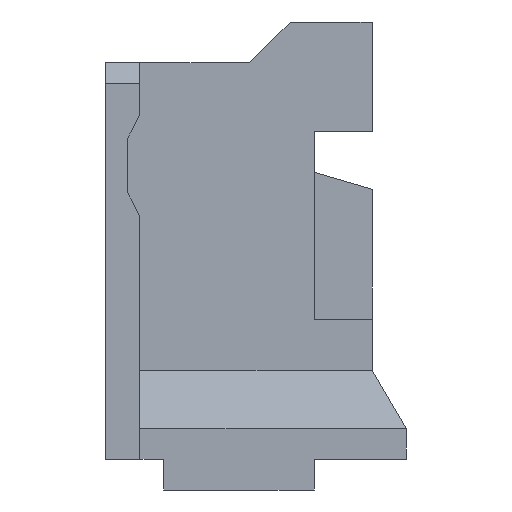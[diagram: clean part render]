
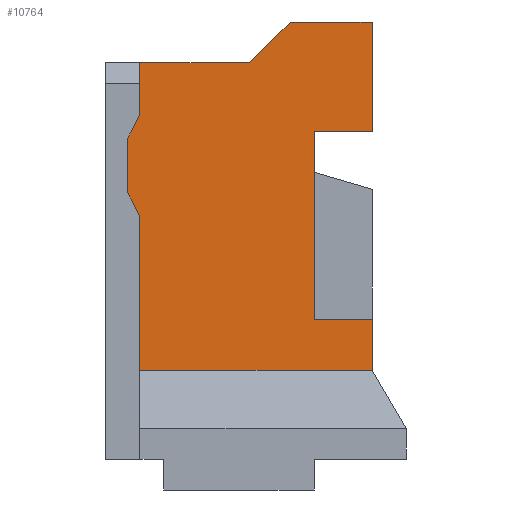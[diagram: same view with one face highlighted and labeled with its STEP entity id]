
A CAD part, left-side view. The second image highlights one B-rep face of the part: STEP entity #10764.
In plain terms, the highlighted planar face has unit normal (-1, 0, 0).
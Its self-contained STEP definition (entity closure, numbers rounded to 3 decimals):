
#80 = DIRECTION ( 'NONE',  ( 0., -0.447, 0.894 ) ) ;
#156 = CARTESIAN_POINT ( 'NONE',  ( -1.25, -1.1, 0.6 ) ) ;
#287 = VECTOR ( 'NONE', #9075, 1000. ) ;
#295 = ORIENTED_EDGE ( 'NONE', *, *, #7307, .F. ) ;
#507 = ORIENTED_EDGE ( 'NONE', *, *, #10007, .F. ) ;
#542 = EDGE_CURVE ( 'NONE', #10508, #9275, #10047, .T. ) ;
#684 = CARTESIAN_POINT ( 'NONE',  ( -1.25, -2.3, -3.75 ) ) ;
#753 = CARTESIAN_POINT ( 'NONE',  ( -1.25, -2.3, -1. ) ) ;
#780 = CARTESIAN_POINT ( 'NONE',  ( -1.25, -1.45, -3.75 ) ) ;
#815 = LINE ( 'NONE', #2236, #5398 ) ;
#866 = DIRECTION ( 'NONE',  ( 0., 0.447, 0.894 ) ) ;
#1020 = LINE ( 'NONE', #7330, #2296 ) ;
#1048 = EDGE_CURVE ( 'NONE', #3886, #3901, #5336, .T. ) ;
#1096 = VECTOR ( 'NONE', #6263, 1000. ) ;
#1237 = PLANE ( 'NONE',  #3950 ) ;
#1320 = CARTESIAN_POINT ( 'NONE',  ( -1.25, -2.3, -1. ) ) ;
#1468 = CARTESIAN_POINT ( 'NONE',  ( -1.25, -0.5, 0. ) ) ;
#1484 = EDGE_CURVE ( 'NONE', #9275, #1745, #7301, .T. ) ;
#1510 = CARTESIAN_POINT ( 'NONE',  ( -1.25, 1.1, -0.75 ) ) ;
#1641 = VECTOR ( 'NONE', #866, 1000. ) ;
#1745 = VERTEX_POINT ( 'NONE', #780 ) ;
#1884 = DIRECTION ( 'NONE',  ( 0., 0., -1. ) ) ;
#1941 = VECTOR ( 'NONE', #7186, 1000. ) ;
#2084 = LINE ( 'NONE', #3291, #4639 ) ;
#2184 = CARTESIAN_POINT ( 'NONE',  ( -1.25, 1.1, 0. ) ) ;
#2199 = CARTESIAN_POINT ( 'NONE',  ( -1.25, 0., 0. ) ) ;
#2235 = DIRECTION ( 'NONE',  ( 0., 1., 0. ) ) ;
#2236 = CARTESIAN_POINT ( 'NONE',  ( -1.25, 1.275, -2.25 ) ) ;
#2293 = VERTEX_POINT ( 'NONE', #3589 ) ;
#2296 = VECTOR ( 'NONE', #1884, 1000. ) ;
#2415 = DIRECTION ( 'NONE',  ( 0., -0.707, 0.707 ) ) ;
#2629 = ORIENTED_EDGE ( 'NONE', *, *, #10832, .F. ) ;
#2685 = VERTEX_POINT ( 'NONE', #6050 ) ;
#2720 = CARTESIAN_POINT ( 'NONE',  ( -1.25, 1.1, -2.25 ) ) ;
#2857 = VERTEX_POINT ( 'NONE', #1510 ) ;
#2905 = VECTOR ( 'NONE', #7581, 1000. ) ;
#3110 = DIRECTION ( 'NONE',  ( 1., 0., 0. ) ) ;
#3116 = VECTOR ( 'NONE', #80, 1000. ) ;
#3178 = CARTESIAN_POINT ( 'NONE',  ( -1.25, -3., -4.5 ) ) ;
#3188 = CARTESIAN_POINT ( 'NONE',  ( -1.25, -2.3, -4.5 ) ) ;
#3276 = VECTOR ( 'NONE', #2235, 1000. ) ;
#3291 = CARTESIAN_POINT ( 'NONE',  ( -1.25, 1.1, -5.8 ) ) ;
#3350 = DIRECTION ( 'NONE',  ( 0., 0., -1. ) ) ;
#3354 = VERTEX_POINT ( 'NONE', #11718 ) ;
#3441 = EDGE_CURVE ( 'NONE', #10539, #10508, #1020, .T. ) ;
#3589 = CARTESIAN_POINT ( 'NONE',  ( -1.25, 1.1, 0. ) ) ;
#3691 = VECTOR ( 'NONE', #10335, 1000. ) ;
#3886 = VERTEX_POINT ( 'NONE', #3188 ) ;
#3901 = VERTEX_POINT ( 'NONE', #11408 ) ;
#3950 = AXIS2_PLACEMENT_3D ( 'NONE', #2199, #3110, #4039 ) ;
#3984 = LINE ( 'NONE', #6491, #3116 ) ;
#4039 = DIRECTION ( 'NONE',  ( 0., 0., -1. ) ) ;
#4212 = LINE ( 'NONE', #10407, #11503 ) ;
#4323 = EDGE_CURVE ( 'NONE', #2293, #4500, #7988, .T. ) ;
#4500 = VERTEX_POINT ( 'NONE', #10613 ) ;
#4575 = CARTESIAN_POINT ( 'NONE',  ( -1.25, -1.45, -1. ) ) ;
#4605 = CARTESIAN_POINT ( 'NONE',  ( -1.25, -2.3, -1.85 ) ) ;
#4639 = VECTOR ( 'NONE', #11316, 1000. ) ;
#4752 = VECTOR ( 'NONE', #3350, 1000. ) ;
#4759 = ORIENTED_EDGE ( 'NONE', *, *, #1048, .F. ) ;
#4978 = ORIENTED_EDGE ( 'NONE', *, *, #542, .F. ) ;
#5019 = VERTEX_POINT ( 'NONE', #156 ) ;
#5151 = CARTESIAN_POINT ( 'NONE',  ( -1.25, -1.45, -1. ) ) ;
#5336 = LINE ( 'NONE', #3178, #2905 ) ;
#5398 = VECTOR ( 'NONE', #9625, 1000. ) ;
#5536 = FACE_OUTER_BOUND ( 'NONE', #8156, .T. ) ;
#6050 = CARTESIAN_POINT ( 'NONE',  ( -1.25, 1.275, -1.1 ) ) ;
#6263 = DIRECTION ( 'NONE',  ( 0., -1., 0. ) ) ;
#6304 = ORIENTED_EDGE ( 'NONE', *, *, #6432, .F. ) ;
#6432 = EDGE_CURVE ( 'NONE', #1745, #8297, #8251, .T. ) ;
#6491 = CARTESIAN_POINT ( 'NONE',  ( -1.25, 1.1, -0.75 ) ) ;
#6581 = EDGE_CURVE ( 'NONE', #9105, #3354, #8802, .T. ) ;
#7036 = LINE ( 'NONE', #1468, #11620 ) ;
#7112 = ORIENTED_EDGE ( 'NONE', *, *, #1484, .F. ) ;
#7186 = DIRECTION ( 'NONE',  ( 0., -1., 0. ) ) ;
#7301 = LINE ( 'NONE', #5151, #4752 ) ;
#7307 = EDGE_CURVE ( 'NONE', #2857, #2293, #4212, .T. ) ;
#7330 = CARTESIAN_POINT ( 'NONE',  ( -1.25, -2.3, 0.6 ) ) ;
#7446 = EDGE_CURVE ( 'NONE', #3901, #9105, #2084, .T. ) ;
#7581 = DIRECTION ( 'NONE',  ( 0., 1., 0. ) ) ;
#7822 = ORIENTED_EDGE ( 'NONE', *, *, #11641, .F. ) ;
#7891 = ORIENTED_EDGE ( 'NONE', *, *, #8142, .F. ) ;
#7988 = LINE ( 'NONE', #2184, #3691 ) ;
#8142 = EDGE_CURVE ( 'NONE', #4500, #5019, #7036, .T. ) ;
#8156 = EDGE_LOOP ( 'NONE', ( #295, #11736, #2629, #11229, #8419, #4759, #507, #6304, #7112, #4978, #10370, #7822, #7891, #9312 ) ) ;
#8251 = LINE ( 'NONE', #11786, #1941 ) ;
#8297 = VERTEX_POINT ( 'NONE', #684 ) ;
#8419 = ORIENTED_EDGE ( 'NONE', *, *, #7446, .F. ) ;
#8453 = DIRECTION ( 'NONE',  ( 0., 0., 1. ) ) ;
#8802 = LINE ( 'NONE', #10925, #1641 ) ;
#8957 = CARTESIAN_POINT ( 'NONE',  ( -1.25, -1.1, 0.6 ) ) ;
#9004 = LINE ( 'NONE', #4605, #287 ) ;
#9075 = DIRECTION ( 'NONE',  ( 0., 0., -1. ) ) ;
#9105 = VERTEX_POINT ( 'NONE', #2720 ) ;
#9275 = VERTEX_POINT ( 'NONE', #4575 ) ;
#9312 = ORIENTED_EDGE ( 'NONE', *, *, #4323, .F. ) ;
#9625 = DIRECTION ( 'NONE',  ( 0., 0., 1. ) ) ;
#10007 = EDGE_CURVE ( 'NONE', #8297, #3886, #9004, .T. ) ;
#10047 = LINE ( 'NONE', #1320, #3276 ) ;
#10335 = DIRECTION ( 'NONE',  ( 0., -1., 0. ) ) ;
#10370 = ORIENTED_EDGE ( 'NONE', *, *, #3441, .F. ) ;
#10400 = LINE ( 'NONE', #8957, #1096 ) ;
#10407 = CARTESIAN_POINT ( 'NONE',  ( -1.25, 1.1, -5.8 ) ) ;
#10508 = VERTEX_POINT ( 'NONE', #753 ) ;
#10539 = VERTEX_POINT ( 'NONE', #11099 ) ;
#10584 = EDGE_CURVE ( 'NONE', #2685, #2857, #3984, .T. ) ;
#10613 = CARTESIAN_POINT ( 'NONE',  ( -1.25, -0.5, 0. ) ) ;
#10764 = ADVANCED_FACE ( 'NONE', ( #5536 ), #1237, .F. ) ;
#10832 = EDGE_CURVE ( 'NONE', #3354, #2685, #815, .T. ) ;
#10925 = CARTESIAN_POINT ( 'NONE',  ( -1.25, 1.1, -2.25 ) ) ;
#11099 = CARTESIAN_POINT ( 'NONE',  ( -1.25, -2.3, 0.6 ) ) ;
#11229 = ORIENTED_EDGE ( 'NONE', *, *, #6581, .F. ) ;
#11316 = DIRECTION ( 'NONE',  ( 0., 0., 1. ) ) ;
#11408 = CARTESIAN_POINT ( 'NONE',  ( -1.25, 1.1, -4.5 ) ) ;
#11503 = VECTOR ( 'NONE', #8453, 1000. ) ;
#11620 = VECTOR ( 'NONE', #2415, 1000. ) ;
#11641 = EDGE_CURVE ( 'NONE', #5019, #10539, #10400, .T. ) ;
#11718 = CARTESIAN_POINT ( 'NONE',  ( -1.25, 1.275, -1.9 ) ) ;
#11736 = ORIENTED_EDGE ( 'NONE', *, *, #10584, .F. ) ;
#11786 = CARTESIAN_POINT ( 'NONE',  ( -1.25, 3.057, -3.75 ) ) ;
